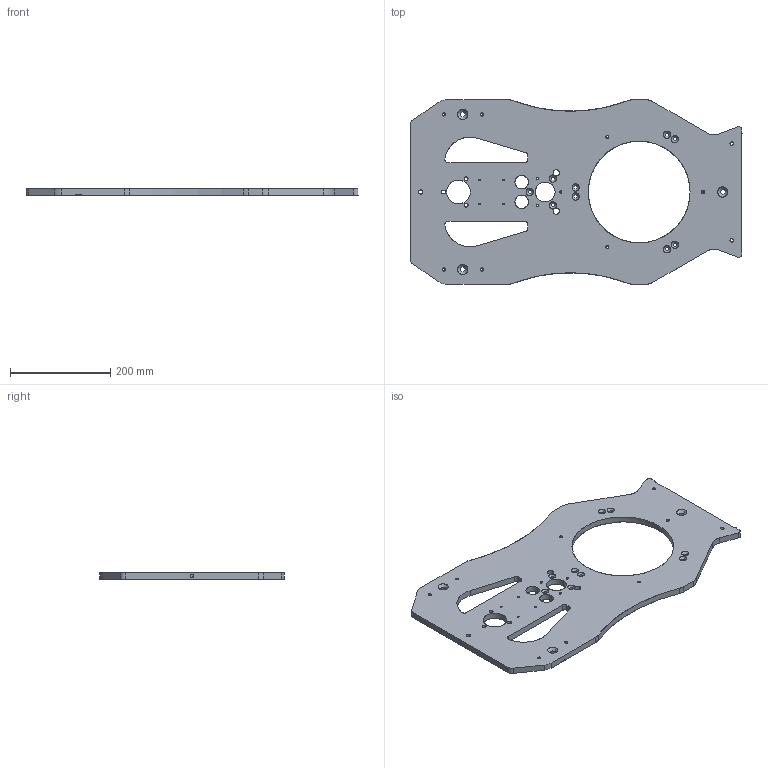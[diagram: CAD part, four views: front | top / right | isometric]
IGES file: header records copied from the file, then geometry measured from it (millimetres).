
Start section: SolidWorks IGES file using analytic representation for surfaces
Global section: file name: D1000070-v2 TRANSMON_TELE_END_PLATE_PRIMARY_3_TUBE_.IGS; native system: SolidWorks 2010; preprocessor: SolidWorks 2010; author: cconley; date: 110826.115750; units: inch
Bounding box: 663.58 x 368.3 x 12.7 mm (x, y, z)
Surface area: 392178.1 mm2 (no closed solid volume)
Topology: 0 solids, 0 shells, 314 faces, 4436 edges, 4436 vertices
Faces by surface type: revolution 255, bspline 59
